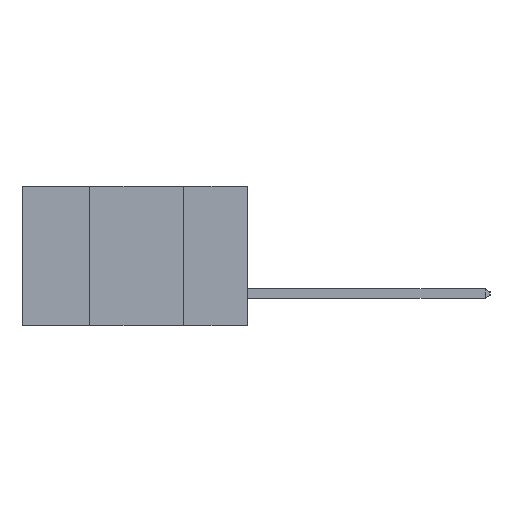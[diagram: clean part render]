
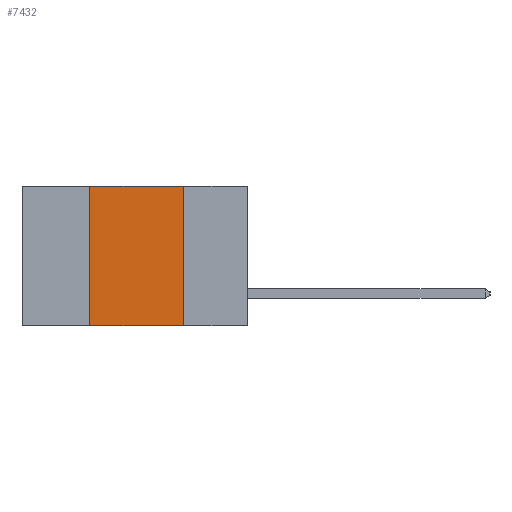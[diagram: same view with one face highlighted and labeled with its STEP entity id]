
A CAD part, left-side view. The second image highlights one B-rep face of the part: STEP entity #7432.
In plain terms, the highlighted planar face has unit normal (-1, 0, 0).
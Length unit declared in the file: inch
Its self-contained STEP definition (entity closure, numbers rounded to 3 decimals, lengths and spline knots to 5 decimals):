
#31 = CARTESIAN_POINT ( 'NONE',  ( 0., 0.17, -0.37 ) ) ;
#873 = VECTOR ( 'NONE', #1017, 39.37008 ) ;
#1017 = DIRECTION ( 'NONE',  ( 0., 0., 1. ) ) ;
#1228 = VERTEX_POINT ( 'NONE', #6134 ) ;
#1625 = VERTEX_POINT ( 'NONE', #6687 ) ;
#1918 = LINE ( 'NONE', #3929, #9255 ) ;
#2026 = FACE_OUTER_BOUND ( 'NONE', #4651, .T. ) ;
#2929 = CARTESIAN_POINT ( 'NONE',  ( 0., 0.42, -0.37 ) ) ;
#3082 = DIRECTION ( 'NONE',  ( 1., 0., 0. ) ) ;
#3135 = EDGE_CURVE ( 'NONE', #1228, #1625, #5077, .T. ) ;
#3473 = VECTOR ( 'NONE', #4512, 39.37008 ) ;
#3608 = LINE ( 'NONE', #6250, #7205 ) ;
#3757 = VERTEX_POINT ( 'NONE', #8889 ) ;
#3929 = CARTESIAN_POINT ( 'NONE',  ( 0., 0.17, -0.37 ) ) ;
#4201 = EDGE_CURVE ( 'NONE', #1228, #6943, #3608, .T. ) ;
#4413 = EDGE_CURVE ( 'NONE', #1625, #3757, #9005, .T. ) ;
#4512 = DIRECTION ( 'NONE',  ( 0., -1., 0. ) ) ;
#4528 = CARTESIAN_POINT ( 'NONE',  ( 0., 0.6, 0. ) ) ;
#4651 = EDGE_LOOP ( 'NONE', ( #5841, #7584, #9289, #6057 ) ) ;
#5077 = LINE ( 'NONE', #2929, #873 ) ;
#5841 = ORIENTED_EDGE ( 'NONE', *, *, #6833, .F. ) ;
#6006 = DIRECTION ( 'NONE',  ( 0., -1., 0. ) ) ;
#6057 = ORIENTED_EDGE ( 'NONE', *, *, #4201, .T. ) ;
#6115 = PLANE ( 'NONE',  #6830 ) ;
#6134 = CARTESIAN_POINT ( 'NONE',  ( 0., 0.42, -0.37 ) ) ;
#6250 = CARTESIAN_POINT ( 'NONE',  ( 0., 0.6, -0.37 ) ) ;
#6687 = CARTESIAN_POINT ( 'NONE',  ( 0., 0.42, 0. ) ) ;
#6830 = AXIS2_PLACEMENT_3D ( 'NONE', #7423, #3082, #8088 ) ;
#6833 = EDGE_CURVE ( 'NONE', #3757, #6943, #1918, .T. ) ;
#6943 = VERTEX_POINT ( 'NONE', #31 ) ;
#7205 = VECTOR ( 'NONE', #6006, 39.37008 ) ;
#7423 = CARTESIAN_POINT ( 'NONE',  ( 0., 0.6, 0. ) ) ;
#7432 = ADVANCED_FACE ( 'NONE', ( #2026 ), #6115, .F. ) ;
#7584 = ORIENTED_EDGE ( 'NONE', *, *, #4413, .F. ) ;
#8088 = DIRECTION ( 'NONE',  ( 0., 0., -1. ) ) ;
#8130 = DIRECTION ( 'NONE',  ( 0., 0., -1. ) ) ;
#8889 = CARTESIAN_POINT ( 'NONE',  ( 0., 0.17, 0. ) ) ;
#9005 = LINE ( 'NONE', #4528, #3473 ) ;
#9255 = VECTOR ( 'NONE', #8130, 39.37008 ) ;
#9289 = ORIENTED_EDGE ( 'NONE', *, *, #3135, .F. ) ;
